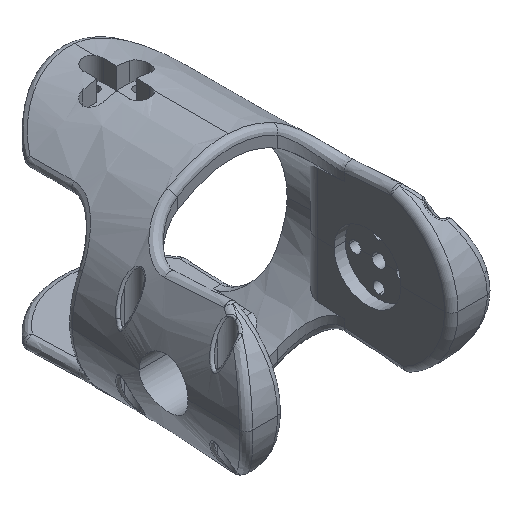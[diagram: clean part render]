
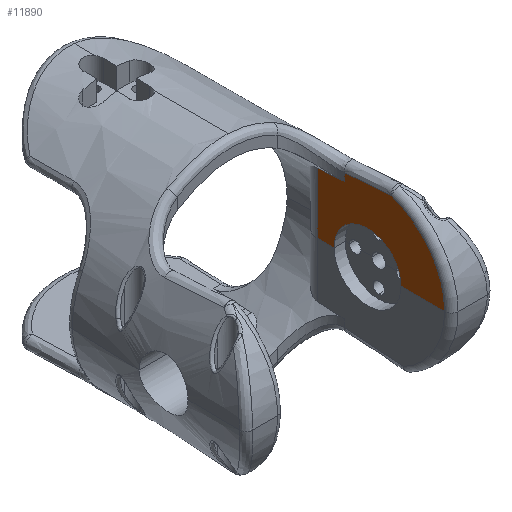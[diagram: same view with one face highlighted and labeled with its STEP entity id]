
A CAD part, isometric view. The second image highlights one B-rep face of the part: STEP entity #11890.
In plain terms, the highlighted planar face has unit normal (-1, 0, 0).
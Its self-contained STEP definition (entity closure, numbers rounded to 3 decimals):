
#373 = VERTEX_POINT ( 'NONE', #9403 ) ;
#608 = DIRECTION ( 'NONE',  ( 0., 0., -1. ) ) ;
#1237 = DIRECTION ( 'NONE',  ( 0., 0., -1. ) ) ;
#1340 = ORIENTED_EDGE ( 'NONE', *, *, #15335, .T. ) ;
#1541 = CARTESIAN_POINT ( 'NONE',  ( 104.9, 559.828, 0.161 ) ) ;
#1709 = CARTESIAN_POINT ( 'NONE',  ( 104.9, 559.828, 0.161 ) ) ;
#1769 = CARTESIAN_POINT ( 'NONE',  ( 104.9, 559.828, -17.985 ) ) ;
#1935 = CARTESIAN_POINT ( 'NONE',  ( 104.9, 554.828, -17.985 ) ) ;
#2525 = VERTEX_POINT ( 'NONE', #1935 ) ;
#2833 = AXIS2_PLACEMENT_3D ( 'NONE', #6651, #14386, #608 ) ;
#2885 = CARTESIAN_POINT ( 'NONE',  ( 104.9, 544.828, -7.985 ) ) ;
#3095 = ORIENTED_EDGE ( 'NONE', *, *, #10870, .F. ) ;
#4004 = ORIENTED_EDGE ( 'NONE', *, *, #8884, .F. ) ;
#4064 = EDGE_CURVE ( 'NONE', #15407, #13198, #4248, .T. ) ;
#4181 = VECTOR ( 'NONE', #16019, 1000. ) ;
#4248 = LINE ( 'NONE', #19095, #7267 ) ;
#4367 = LINE ( 'NONE', #10241, #6019 ) ;
#4493 = DIRECTION ( 'NONE',  ( 0., 1., 0. ) ) ;
#4589 = EDGE_CURVE ( 'NONE', #14243, #373, #16045, .T. ) ;
#5073 = CARTESIAN_POINT ( 'NONE',  ( 104.9, 511.24, -60. ) ) ;
#5075 = AXIS2_PLACEMENT_3D ( 'NONE', #17740, #8939, #13361 ) ;
#5171 = DIRECTION ( 'NONE',  ( 0., 0., -1. ) ) ;
#5454 = CARTESIAN_POINT ( 'NONE',  ( 104.9, 544.828, -17.985 ) ) ;
#5663 = B_SPLINE_CURVE_WITH_KNOTS ( 'NONE', 3,
 ( #17283, #12901, #9945, #18834 ),
 .UNSPECIFIED., .F., .F.,
 ( 4, 4 ),
 ( 0.004, 0.018 ),
 .UNSPECIFIED. ) ;
#5735 = DIRECTION ( 'NONE',  ( 0., 0., -1. ) ) ;
#5841 = EDGE_CURVE ( 'NONE', #2525, #13198, #19113, .T. ) ;
#6019 = VECTOR ( 'NONE', #10334, 1000. ) ;
#6268 = AXIS2_PLACEMENT_3D ( 'NONE', #5073, #10950, #5171 ) ;
#6540 = PLANE ( 'NONE',  #6268 ) ;
#6566 = B_SPLINE_CURVE_WITH_KNOTS ( 'NONE', 3,
 ( #1709, #12072, #16379, #10213 ),
 .UNSPECIFIED., .F., .F.,
 ( 4, 4 ),
 ( 0.005, 0.013 ),
 .UNSPECIFIED. ) ;
#6651 = CARTESIAN_POINT ( 'NONE',  ( 104.9, 544.828, -17.985 ) ) ;
#7115 = VERTEX_POINT ( 'NONE', #14713 ) ;
#7267 = VECTOR ( 'NONE', #1237, 1000. ) ;
#8061 = VERTEX_POINT ( 'NONE', #13780 ) ;
#8586 = DIRECTION ( 'NONE',  ( 1., 0., 0. ) ) ;
#8884 = EDGE_CURVE ( 'NONE', #18559, #373, #11469, .T. ) ;
#8939 = DIRECTION ( 'NONE',  ( -1., 0., 0. ) ) ;
#9403 = CARTESIAN_POINT ( 'NONE',  ( 104.9, 534.828, -17.985 ) ) ;
#9510 = ORIENTED_EDGE ( 'NONE', *, *, #9989, .T. ) ;
#9726 = VECTOR ( 'NONE', #4493, 1000. ) ;
#9909 = CARTESIAN_POINT ( 'NONE',  ( 104.9, 521.828, -17.985 ) ) ;
#9935 = ORIENTED_EDGE ( 'NONE', *, *, #4064, .T. ) ;
#9945 = CARTESIAN_POINT ( 'NONE',  ( 104.9, 547.15, 3.223 ) ) ;
#9989 = EDGE_CURVE ( 'NONE', #8061, #10228, #5663, .T. ) ;
#10213 = CARTESIAN_POINT ( 'NONE',  ( 104.9, 551.828, 0.616 ) ) ;
#10228 = VERTEX_POINT ( 'NONE', #18862 ) ;
#10241 = CARTESIAN_POINT ( 'NONE',  ( 104.9, 551.828, 0.06 ) ) ;
#10244 = EDGE_CURVE ( 'NONE', #2525, #14243, #16550, .T. ) ;
#10334 = DIRECTION ( 'NONE',  ( 0., 0., -1. ) ) ;
#10870 = EDGE_CURVE ( 'NONE', #15407, #7115, #6566, .T. ) ;
#10950 = DIRECTION ( 'NONE',  ( 1., 0., 0. ) ) ;
#11469 = LINE ( 'NONE', #17416, #9726 ) ;
#11890 = ADVANCED_FACE ( 'NONE', ( #15450 ), #6540, .F. ) ;
#12072 = CARTESIAN_POINT ( 'NONE',  ( 104.9, 557.161, 0.3 ) ) ;
#12901 = CARTESIAN_POINT ( 'NONE',  ( 104.9, 542.476, 3.549 ) ) ;
#13198 = VERTEX_POINT ( 'NONE', #1769 ) ;
#13212 = CIRCLE ( 'NONE', #5075, 23. ) ;
#13245 = AXIS2_PLACEMENT_3D ( 'NONE', #5454, #8586, #5735 ) ;
#13361 = DIRECTION ( 'NONE',  ( 0., 0., -1. ) ) ;
#13780 = CARTESIAN_POINT ( 'NONE',  ( 104.9, 537.804, 3.916 ) ) ;
#14018 = ORIENTED_EDGE ( 'NONE', *, *, #14694, .T. ) ;
#14243 = VERTEX_POINT ( 'NONE', #2885 ) ;
#14386 = DIRECTION ( 'NONE',  ( 1., 0., 0. ) ) ;
#14694 = EDGE_CURVE ( 'NONE', #18559, #8061, #13212, .T. ) ;
#14713 = CARTESIAN_POINT ( 'NONE',  ( 104.9, 551.828, 0.616 ) ) ;
#14738 = CARTESIAN_POINT ( 'NONE',  ( 104.9, 511.24, -17.985 ) ) ;
#15335 = EDGE_CURVE ( 'NONE', #10228, #7115, #4367, .T. ) ;
#15407 = VERTEX_POINT ( 'NONE', #1541 ) ;
#15450 = FACE_OUTER_BOUND ( 'NONE', #15892, .T. ) ;
#15528 = ORIENTED_EDGE ( 'NONE', *, *, #5841, .F. ) ;
#15892 = EDGE_LOOP ( 'NONE', ( #4004, #14018, #9510, #1340, #3095, #9935, #15528, #16838, #16123 ) ) ;
#16019 = DIRECTION ( 'NONE',  ( 0., 1., 0. ) ) ;
#16045 = CIRCLE ( 'NONE', #13245, 10. ) ;
#16123 = ORIENTED_EDGE ( 'NONE', *, *, #4589, .T. ) ;
#16379 = CARTESIAN_POINT ( 'NONE',  ( 104.9, 554.494, 0.452 ) ) ;
#16550 = CIRCLE ( 'NONE', #2833, 10. ) ;
#16838 = ORIENTED_EDGE ( 'NONE', *, *, #10244, .T. ) ;
#17283 = CARTESIAN_POINT ( 'NONE',  ( 104.9, 537.804, 3.916 ) ) ;
#17416 = CARTESIAN_POINT ( 'NONE',  ( 104.9, 511.24, -17.985 ) ) ;
#17740 = CARTESIAN_POINT ( 'NONE',  ( 104.9, 544.828, -17.985 ) ) ;
#18559 = VERTEX_POINT ( 'NONE', #9909 ) ;
#18834 = CARTESIAN_POINT ( 'NONE',  ( 104.9, 551.828, 2.937 ) ) ;
#18862 = CARTESIAN_POINT ( 'NONE',  ( 104.9, 551.828, 2.937 ) ) ;
#19095 = CARTESIAN_POINT ( 'NONE',  ( 104.9, 559.828, -28.287 ) ) ;
#19113 = LINE ( 'NONE', #14738, #4181 ) ;
